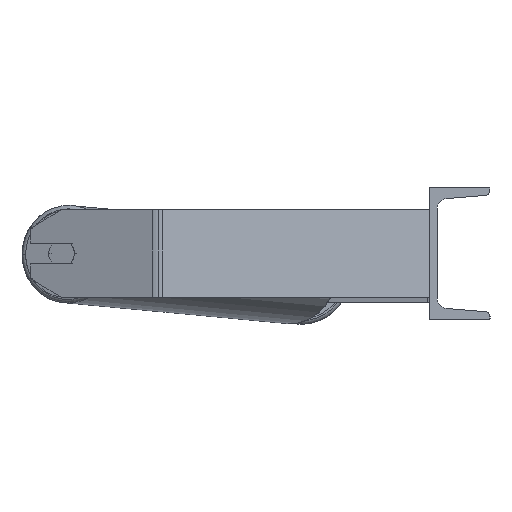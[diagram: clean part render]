
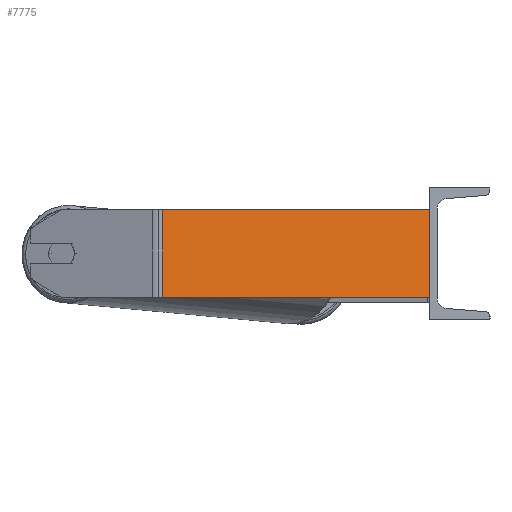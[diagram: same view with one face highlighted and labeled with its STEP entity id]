
A CAD part, left-side view. The second image highlights one B-rep face of the part: STEP entity #7775.
In plain terms, the highlighted planar face has unit normal (-0.966, -0.259, 0).
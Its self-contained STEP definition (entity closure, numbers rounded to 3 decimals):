
#63 = CARTESIAN_POINT ( 'NONE',  ( -951.431, 247.925, -40. ) ) ;
#248 = ORIENTED_EDGE ( 'NONE', *, *, #2269, .F. ) ;
#580 = VERTEX_POINT ( 'NONE', #944 ) ;
#725 = DIRECTION ( 'NONE',  ( 0.259, -0.966, 0. ) ) ;
#944 = CARTESIAN_POINT ( 'NONE',  ( -950.126, 243.052, -40. ) ) ;
#1302 = LINE ( 'NONE', #4113, #7456 ) ;
#1499 = DIRECTION ( 'NONE',  ( -0.259, 0.966, 0. ) ) ;
#1782 = ORIENTED_EDGE ( 'NONE', *, *, #7535, .F. ) ;
#1870 = LINE ( 'NONE', #8798, #2931 ) ;
#2124 = ORIENTED_EDGE ( 'NONE', *, *, #3544, .T. ) ;
#2189 = CARTESIAN_POINT ( 'NONE',  ( -885., 0., -40. ) ) ;
#2269 = EDGE_CURVE ( 'NONE', #7563, #4854, #6041, .T. ) ;
#2931 = VECTOR ( 'NONE', #3223, 1000. ) ;
#2997 = VECTOR ( 'NONE', #8856, 1000. ) ;
#3223 = DIRECTION ( 'NONE',  ( 0.259, -0.966, 0. ) ) ;
#3301 = CARTESIAN_POINT ( 'NONE',  ( -885., 0., 40. ) ) ;
#3402 = EDGE_CURVE ( 'NONE', #4906, #580, #1302, .T. ) ;
#3544 = EDGE_CURVE ( 'NONE', #580, #4854, #7071, .T. ) ;
#4113 = CARTESIAN_POINT ( 'NONE',  ( -950.126, 243.052, 40. ) ) ;
#4808 = VECTOR ( 'NONE', #725, 1000. ) ;
#4854 = VERTEX_POINT ( 'NONE', #2189 ) ;
#4874 = DIRECTION ( 'NONE',  ( 0., 0., -1. ) ) ;
#4906 = VERTEX_POINT ( 'NONE', #8850 ) ;
#5090 = DIRECTION ( 'NONE',  ( 0.966, 0.259, 0. ) ) ;
#5137 = PLANE ( 'NONE',  #6039 ) ;
#5704 = ORIENTED_EDGE ( 'NONE', *, *, #3402, .T. ) ;
#6039 = AXIS2_PLACEMENT_3D ( 'NONE', #6460, #5090, #1499 ) ;
#6041 = LINE ( 'NONE', #3301, #2997 ) ;
#6460 = CARTESIAN_POINT ( 'NONE',  ( -951.431, 247.925, 40. ) ) ;
#6768 = CARTESIAN_POINT ( 'NONE',  ( -885., 0., 40. ) ) ;
#6795 = EDGE_LOOP ( 'NONE', ( #2124, #248, #1782, #5704 ) ) ;
#7071 = LINE ( 'NONE', #63, #4808 ) ;
#7456 = VECTOR ( 'NONE', #4874, 1000. ) ;
#7535 = EDGE_CURVE ( 'NONE', #4906, #7563, #1870, .T. ) ;
#7563 = VERTEX_POINT ( 'NONE', #6768 ) ;
#7775 = ADVANCED_FACE ( 'NONE', ( #8540 ), #5137, .F. ) ;
#8540 = FACE_OUTER_BOUND ( 'NONE', #6795, .T. ) ;
#8798 = CARTESIAN_POINT ( 'NONE',  ( -951.431, 247.925, 40. ) ) ;
#8850 = CARTESIAN_POINT ( 'NONE',  ( -950.126, 243.052, 40. ) ) ;
#8856 = DIRECTION ( 'NONE',  ( 0., 0., -1. ) ) ;
